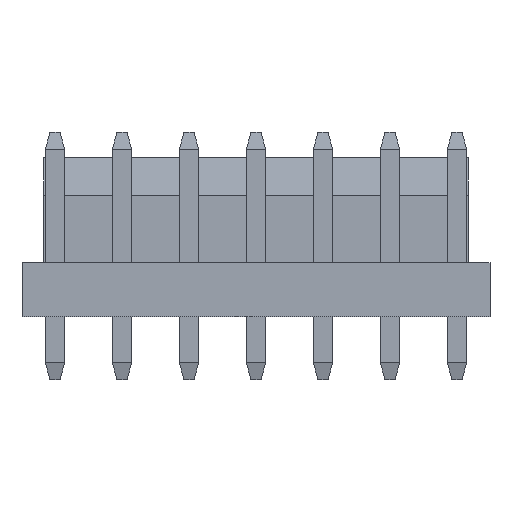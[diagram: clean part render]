
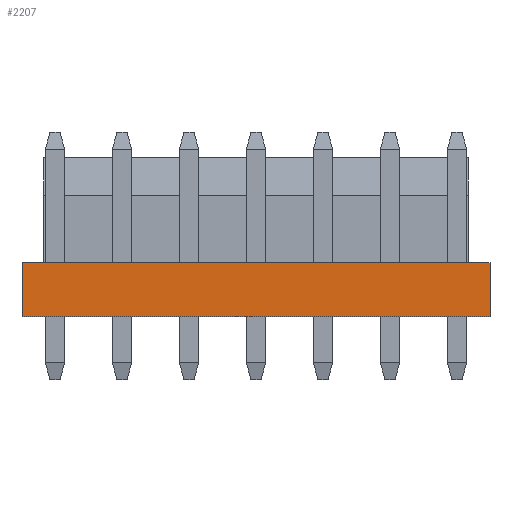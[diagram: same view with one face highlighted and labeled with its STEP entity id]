
A CAD part, front view. The second image highlights one B-rep face of the part: STEP entity #2207.
In plain terms, the highlighted planar face has unit normal (0, -1, 0).
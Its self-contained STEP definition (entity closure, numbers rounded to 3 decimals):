
#34 = DIRECTION ( 'NONE',  ( -1., 0., 0. ) ) ;
#273 = DIRECTION ( 'NONE',  ( 0., 0., -1. ) ) ;
#464 = ORIENTED_EDGE ( 'NONE', *, *, #1932, .T. ) ;
#505 = DIRECTION ( 'NONE',  ( 0., 0., -1. ) ) ;
#956 = VERTEX_POINT ( 'NONE', #3005 ) ;
#1004 = CARTESIAN_POINT ( 'NONE',  ( -15.81, -4.25, 9.4 ) ) ;
#1382 = CARTESIAN_POINT ( 'NONE',  ( -15.81, -4.25, 9.4 ) ) ;
#1440 = CARTESIAN_POINT ( 'NONE',  ( 11.85, -4.25, 0. ) ) ;
#1598 = CARTESIAN_POINT ( 'NONE',  ( 11.85, -4.25, 3.2 ) ) ;
#1636 = EDGE_CURVE ( 'NONE', #1674, #2697, #2382, .T. ) ;
#1674 = VERTEX_POINT ( 'NONE', #4882 ) ;
#1881 = LINE ( 'NONE', #1964, #5444 ) ;
#1932 = EDGE_CURVE ( 'NONE', #3286, #956, #3412, .T. ) ;
#1964 = CARTESIAN_POINT ( 'NONE',  ( 0., -4.25, 0. ) ) ;
#2207 = ADVANCED_FACE ( 'NONE', ( #3559 ), #3296, .F. ) ;
#2382 = LINE ( 'NONE', #1598, #5440 ) ;
#2438 = ORIENTED_EDGE ( 'NONE', *, *, #1636, .F. ) ;
#2585 = CARTESIAN_POINT ( 'NONE',  ( -15.81, -4.25, 3.2 ) ) ;
#2623 = VECTOR ( 'NONE', #4470, 1000. ) ;
#2697 = VERTEX_POINT ( 'NONE', #1440 ) ;
#2933 = EDGE_LOOP ( 'NONE', ( #2438, #3251, #464, #5743 ) ) ;
#3005 = CARTESIAN_POINT ( 'NONE',  ( -15.81, -4.25, 0. ) ) ;
#3251 = ORIENTED_EDGE ( 'NONE', *, *, #5812, .F. ) ;
#3286 = VERTEX_POINT ( 'NONE', #6015 ) ;
#3296 = PLANE ( 'NONE',  #4302 ) ;
#3371 = DIRECTION ( 'NONE',  ( 0., 0., 1. ) ) ;
#3412 = LINE ( 'NONE', #1382, #4631 ) ;
#3494 = EDGE_CURVE ( 'NONE', #2697, #956, #1881, .T. ) ;
#3559 = FACE_OUTER_BOUND ( 'NONE', #2933, .T. ) ;
#4302 = AXIS2_PLACEMENT_3D ( 'NONE', #1004, #5674, #3371 ) ;
#4309 = LINE ( 'NONE', #2585, #2623 ) ;
#4470 = DIRECTION ( 'NONE',  ( 1., 0., 0. ) ) ;
#4631 = VECTOR ( 'NONE', #505, 1000. ) ;
#4882 = CARTESIAN_POINT ( 'NONE',  ( 11.85, -4.25, 3.2 ) ) ;
#5440 = VECTOR ( 'NONE', #273, 1000. ) ;
#5444 = VECTOR ( 'NONE', #34, 1000. ) ;
#5674 = DIRECTION ( 'NONE',  ( 0., 1., 0. ) ) ;
#5743 = ORIENTED_EDGE ( 'NONE', *, *, #3494, .F. ) ;
#5812 = EDGE_CURVE ( 'NONE', #3286, #1674, #4309, .T. ) ;
#6015 = CARTESIAN_POINT ( 'NONE',  ( -15.81, -4.25, 3.2 ) ) ;
